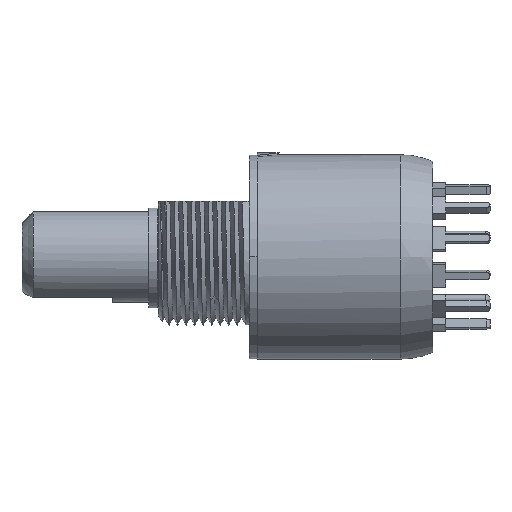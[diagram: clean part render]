
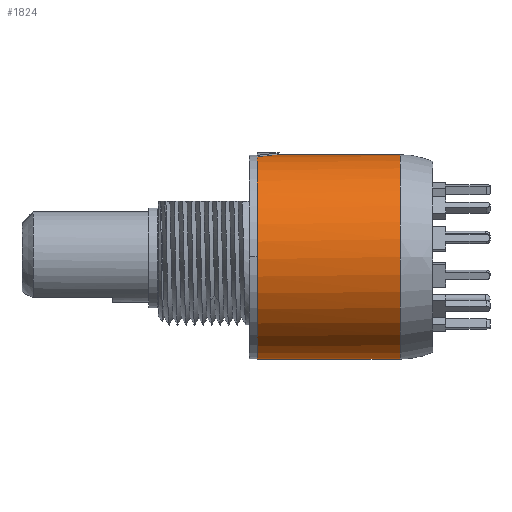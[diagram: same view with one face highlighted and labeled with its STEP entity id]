
A CAD part, left-side view. The second image highlights one B-rep face of the part: STEP entity #1824.
In plain terms, the highlighted cylindrical face has radius 7.137 mm (diameter 14.275 mm), a partial arc.
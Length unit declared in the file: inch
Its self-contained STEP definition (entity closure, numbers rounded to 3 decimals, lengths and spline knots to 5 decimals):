
#246=DIRECTION('',(0.,-1.,0.));
#247=VECTOR('',#246,0.333);
#248=CARTESIAN_POINT('',(0.,0.06,0.281));
#249=LINE('',#248,#247);
#254=CARTESIAN_POINT('',(0.,-0.273,0.));
#255=DIRECTION('',(0.,1.,0.));
#256=DIRECTION('',(0.,0.,-1.));
#257=AXIS2_PLACEMENT_3D('',#254,#255,#256);
#259=DIRECTION('',(0.,-1.,0.));
#260=VECTOR('',#259,0.393);
#261=CARTESIAN_POINT('',(0.,0.12,-0.281));
#262=LINE('',#261,#260);
#292=CARTESIAN_POINT('',(0.,0.12,0.));
#293=DIRECTION('',(0.,1.,0.));
#294=DIRECTION('',(0.,0.,-1.));
#295=AXIS2_PLACEMENT_3D('',#292,#293,#294);
#409=CARTESIAN_POINT('',(-0.06,0.12,0.27452));
#410=CARTESIAN_POINT('',(-0.04012,0.10012,
0.27886));
#411=CARTESIAN_POINT('',(-0.02012,0.08012,0.281));
#412=CARTESIAN_POINT('',(0.,0.06,0.281));
#1642=CARTESIAN_POINT('',(0.,0.06,0.281));
#1644=VERTEX_POINT('',#1642);
#1646=VERTEX_POINT('',#409);
#1647=CARTESIAN_POINT('',(0.,0.12,-0.281));
#1648=VERTEX_POINT('',#1647);
#1741=CARTESIAN_POINT('',(0.,-0.273,0.281));
#1742=CARTESIAN_POINT('',(0.,-0.273,-0.281));
#1743=VERTEX_POINT('',#1741);
#1744=VERTEX_POINT('',#1742);
#1809=CARTESIAN_POINT('',(0.,0.392,0.));
#1810=DIRECTION('',(0.,1.,0.));
#1811=DIRECTION('',(0.,0.,1.));
#1812=AXIS2_PLACEMENT_3D('',#1809,#1810,#1811);
#1813=CYLINDRICAL_SURFACE('',#1812,0.281);
#1815=ORIENTED_EDGE('',*,*,#1814,.F.);
#1816=ORIENTED_EDGE('',*,*,#1792,.F.);
#1818=ORIENTED_EDGE('',*,*,#1817,.T.);
#1820=ORIENTED_EDGE('',*,*,#1819,.T.);
#1821=ORIENTED_EDGE('',*,*,#1786,.T.);
#1822=EDGE_LOOP('',(#1815,#1816,#1818,#1820,#1821));
#1823=FACE_OUTER_BOUND('',#1822,.F.);
#1824=ADVANCED_FACE('',(#1823),#1813,.T.);
#258=CIRCLE('',#257,0.281);
#296=CIRCLE('',#295,0.281);
#413=B_SPLINE_CURVE_WITH_KNOTS('',3,(#409,#410,#411,#412),.UNSPECIFIED.,.F.,.F.,
(4,4),(0.,1.),.UNSPECIFIED.);
#1786=EDGE_CURVE('',#1644,#1743,#249,.T.);
#1792=EDGE_CURVE('',#1648,#1744,#262,.T.);
#1814=EDGE_CURVE('',#1744,#1743,#258,.T.);
#1817=EDGE_CURVE('',#1648,#1646,#296,.T.);
#1819=EDGE_CURVE('',#1646,#1644,#413,.T.);
